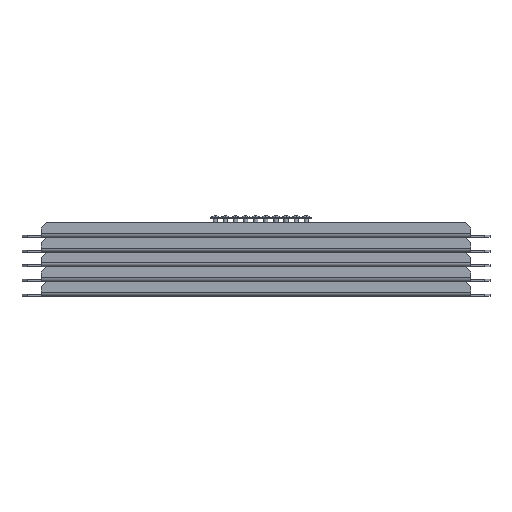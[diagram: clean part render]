
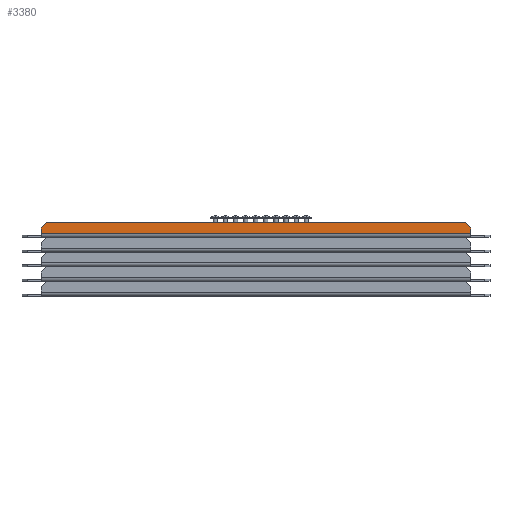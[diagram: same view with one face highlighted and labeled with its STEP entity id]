
A CAD part, front view. The second image highlights one B-rep face of the part: STEP entity #3380.
In plain terms, the highlighted planar face has unit normal (0, -1, 0).
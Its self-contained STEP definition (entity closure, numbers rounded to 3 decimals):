
#216 = EDGE_CURVE ( 'NONE', #3472, #1556, #1912, .T. ) ;
#286 = ORIENTED_EDGE ( 'NONE', *, *, #1671, .T. ) ;
#464 = AXIS2_PLACEMENT_3D ( 'NONE', #1607, #856, #3827 ) ;
#485 = DIRECTION ( 'NONE',  ( -0.707, 0., -0.707 ) ) ;
#595 = LINE ( 'NONE', #2495, #4737 ) ;
#856 = DIRECTION ( 'NONE',  ( 0., 1., 0. ) ) ;
#1029 = EDGE_CURVE ( 'NONE', #4019, #1568, #4041, .T. ) ;
#1039 = ORIENTED_EDGE ( 'NONE', *, *, #1029, .T. ) ;
#1102 = ORIENTED_EDGE ( 'NONE', *, *, #3913, .T. ) ;
#1186 = LINE ( 'NONE', #4074, #4740 ) ;
#1333 = ORIENTED_EDGE ( 'NONE', *, *, #216, .T. ) ;
#1359 = CARTESIAN_POINT ( 'NONE',  ( 212.5, -2., 9.5 ) ) ;
#1476 = FACE_OUTER_BOUND ( 'NONE', #2731, .T. ) ;
#1556 = VERTEX_POINT ( 'NONE', #2485 ) ;
#1568 = VERTEX_POINT ( 'NONE', #2919 ) ;
#1607 = CARTESIAN_POINT ( 'NONE',  ( -212.5, -2., 14.5 ) ) ;
#1671 = EDGE_CURVE ( 'NONE', #1556, #3883, #1186, .T. ) ;
#1744 = VERTEX_POINT ( 'NONE', #2226 ) ;
#1747 = CARTESIAN_POINT ( 'NONE',  ( 207.5, -2., 14.5 ) ) ;
#1757 = CARTESIAN_POINT ( 'NONE',  ( -212.5, -2., 2. ) ) ;
#1912 = LINE ( 'NONE', #1747, #4695 ) ;
#1921 = CARTESIAN_POINT ( 'NONE',  ( -207.5, -2., 14.5 ) ) ;
#1935 = CARTESIAN_POINT ( 'NONE',  ( -212.5, -2., 9.5 ) ) ;
#1951 = CARTESIAN_POINT ( 'NONE',  ( -212.5, -2., 9.5 ) ) ;
#1999 = VECTOR ( 'NONE', #485, 1000. ) ;
#2131 = DIRECTION ( 'NONE',  ( -0.707, 0., 0.707 ) ) ;
#2166 = EDGE_CURVE ( 'NONE', #1744, #3472, #595, .T. ) ;
#2198 = EDGE_CURVE ( 'NONE', #1744, #1568, #3452, .T. ) ;
#2226 = CARTESIAN_POINT ( 'NONE',  ( 212.5, -2., 3.875 ) ) ;
#2261 = DIRECTION ( 'NONE',  ( -1., 0., 0. ) ) ;
#2332 = PLANE ( 'NONE',  #464 ) ;
#2401 = LINE ( 'NONE', #1951, #1999 ) ;
#2433 = DIRECTION ( 'NONE',  ( 0., 0., 1. ) ) ;
#2485 = CARTESIAN_POINT ( 'NONE',  ( 207.5, -2., 14.5 ) ) ;
#2495 = CARTESIAN_POINT ( 'NONE',  ( 212.5, -2., 14.5 ) ) ;
#2513 = DIRECTION ( 'NONE',  ( 0., 0., -1. ) ) ;
#2731 = EDGE_LOOP ( 'NONE', ( #286, #1102, #1039, #3717, #4361, #1333 ) ) ;
#2875 = VECTOR ( 'NONE', #3214, 1000. ) ;
#2878 = CARTESIAN_POINT ( 'NONE',  ( -212.5, -2., 3.875 ) ) ;
#2919 = CARTESIAN_POINT ( 'NONE',  ( -212.5, -2., 3.875 ) ) ;
#3068 = VECTOR ( 'NONE', #2513, 1000. ) ;
#3214 = DIRECTION ( 'NONE',  ( -1., 0., 0. ) ) ;
#3380 = ADVANCED_FACE ( 'NONE', ( #1476 ), #2332, .F. ) ;
#3452 = LINE ( 'NONE', #2878, #2875 ) ;
#3472 = VERTEX_POINT ( 'NONE', #1359 ) ;
#3717 = ORIENTED_EDGE ( 'NONE', *, *, #2198, .F. ) ;
#3827 = DIRECTION ( 'NONE',  ( 0., 0., 1. ) ) ;
#3883 = VERTEX_POINT ( 'NONE', #1921 ) ;
#3913 = EDGE_CURVE ( 'NONE', #3883, #4019, #2401, .T. ) ;
#4019 = VERTEX_POINT ( 'NONE', #1935 ) ;
#4041 = LINE ( 'NONE', #1757, #3068 ) ;
#4074 = CARTESIAN_POINT ( 'NONE',  ( -212.5, -2., 14.5 ) ) ;
#4361 = ORIENTED_EDGE ( 'NONE', *, *, #2166, .T. ) ;
#4695 = VECTOR ( 'NONE', #2131, 1000. ) ;
#4737 = VECTOR ( 'NONE', #2433, 1000. ) ;
#4740 = VECTOR ( 'NONE', #2261, 1000. ) ;
